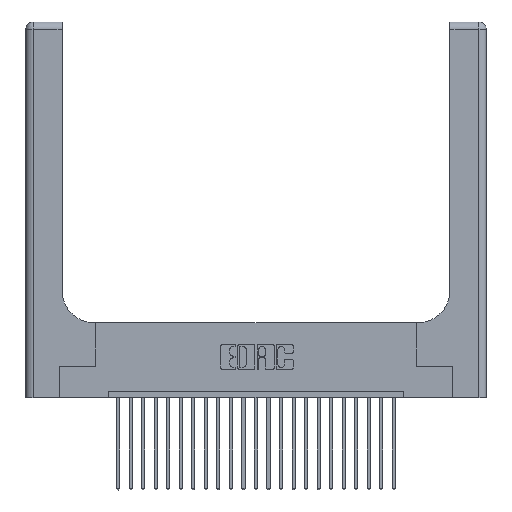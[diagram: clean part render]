
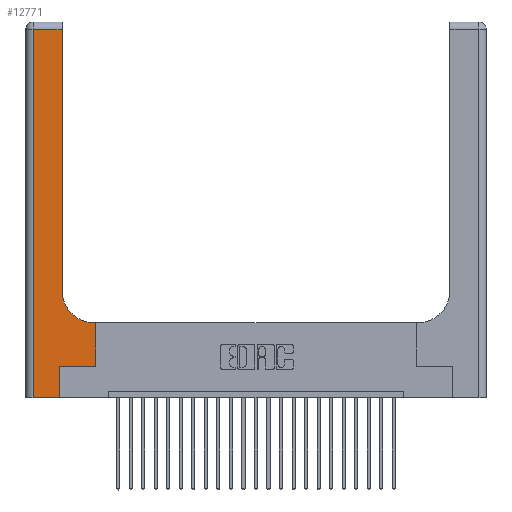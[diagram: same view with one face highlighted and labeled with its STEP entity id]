
A CAD part, top view. The second image highlights one B-rep face of the part: STEP entity #12771.
In plain terms, the highlighted planar face has unit normal (0, 0, 1).
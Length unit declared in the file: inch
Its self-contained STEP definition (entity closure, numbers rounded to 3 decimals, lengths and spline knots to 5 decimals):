
#751 = CARTESIAN_POINT ( 'NONE',  ( 0.5585, 0.25, 0.37 ) ) ;
#1350 = CARTESIAN_POINT ( 'NONE',  ( 0.5585, 0.6, 0.37 ) ) ;
#1605 = DIRECTION ( 'NONE',  ( 0., 1., 0. ) ) ;
#2497 = ORIENTED_EDGE ( 'NONE', *, *, #24982, .T. ) ;
#2502 = PLANE ( 'NONE',  #11322 ) ;
#2745 = CARTESIAN_POINT ( 'NONE',  ( 0., 3., 0.37 ) ) ;
#2809 = LINE ( 'NONE', #3697, #7112 ) ;
#2871 = ORIENTED_EDGE ( 'NONE', *, *, #7760, .T. ) ;
#3314 = LINE ( 'NONE', #17355, #4819 ) ;
#3697 = CARTESIAN_POINT ( 'NONE',  ( 0.269, 0., 0.37 ) ) ;
#3764 = LINE ( 'NONE', #19840, #7784 ) ;
#3891 = ORIENTED_EDGE ( 'NONE', *, *, #23913, .T. ) ;
#4085 = CARTESIAN_POINT ( 'NONE',  ( 0.2915, 0.85, 0.37 ) ) ;
#4305 = VERTEX_POINT ( 'NONE', #18033 ) ;
#4819 = VECTOR ( 'NONE', #1605, 39.37008 ) ;
#4914 = EDGE_CURVE ( 'NONE', #6096, #7875, #19370, .T. ) ;
#5087 = VECTOR ( 'NONE', #9384, 39.37008 ) ;
#5955 = VERTEX_POINT ( 'NONE', #9924 ) ;
#6096 = VERTEX_POINT ( 'NONE', #6371 ) ;
#6371 = CARTESIAN_POINT ( 'NONE',  ( 0.5415, 0.6, 0.37 ) ) ;
#6826 = ORIENTED_EDGE ( 'NONE', *, *, #8922, .T. ) ;
#6968 = CARTESIAN_POINT ( 'NONE',  ( 0., 2.94, 0.37 ) ) ;
#7028 = ORIENTED_EDGE ( 'NONE', *, *, #21384, .T. ) ;
#7112 = VECTOR ( 'NONE', #23164, 39.37008 ) ;
#7284 = FACE_OUTER_BOUND ( 'NONE', #21396, .T. ) ;
#7760 = EDGE_CURVE ( 'NONE', #21337, #9419, #21080, .T. ) ;
#7784 = VECTOR ( 'NONE', #19494, 39.37008 ) ;
#7875 = VERTEX_POINT ( 'NONE', #4085 ) ;
#8041 = VERTEX_POINT ( 'NONE', #14018 ) ;
#8485 = DIRECTION ( 'NONE',  ( 0., 0., -1. ) ) ;
#8658 = CARTESIAN_POINT ( 'NONE',  ( 0.06, 3., 0.37 ) ) ;
#8717 = CARTESIAN_POINT ( 'NONE',  ( 0.5415, 0.85, 0.37 ) ) ;
#8798 = DIRECTION ( 'NONE',  ( 0., 0., -1. ) ) ;
#8922 = EDGE_CURVE ( 'NONE', #9419, #4305, #2809, .T. ) ;
#8987 = ORIENTED_EDGE ( 'NONE', *, *, #17315, .T. ) ;
#9227 = CARTESIAN_POINT ( 'NONE',  ( 0.269, 0.25, 0.37 ) ) ;
#9374 = LINE ( 'NONE', #22867, #15071 ) ;
#9384 = DIRECTION ( 'NONE',  ( 1., 0., 0. ) ) ;
#9419 = VERTEX_POINT ( 'NONE', #24291 ) ;
#9924 = CARTESIAN_POINT ( 'NONE',  ( 0.2915, 2.94, 0.37 ) ) ;
#10389 = VECTOR ( 'NONE', #14263, 39.37008 ) ;
#10929 = DIRECTION ( 'NONE',  ( 1., 0., 0. ) ) ;
#11303 = AXIS2_PLACEMENT_3D ( 'NONE', #8717, #8798, #22239 ) ;
#11322 = AXIS2_PLACEMENT_3D ( 'NONE', #2745, #8485, #23832 ) ;
#12537 = EDGE_CURVE ( 'NONE', #7875, #5955, #9374, .T. ) ;
#12771 = ADVANCED_FACE ( 'NONE', ( #7284 ), #2502, .F. ) ;
#13020 = EDGE_CURVE ( 'NONE', #4305, #23912, #15981, .T. ) ;
#13144 = ORIENTED_EDGE ( 'NONE', *, *, #4914, .T. ) ;
#14018 = CARTESIAN_POINT ( 'NONE',  ( 0.06, 2.94, 0.37 ) ) ;
#14263 = DIRECTION ( 'NONE',  ( 0., -1., 0. ) ) ;
#15071 = VECTOR ( 'NONE', #18661, 39.37008 ) ;
#15871 = VECTOR ( 'NONE', #10929, 39.37008 ) ;
#15981 = LINE ( 'NONE', #9227, #5087 ) ;
#17315 = EDGE_CURVE ( 'NONE', #5955, #8041, #23459, .T. ) ;
#17355 = CARTESIAN_POINT ( 'NONE',  ( 0.5585, 0.25, 0.37 ) ) ;
#18033 = CARTESIAN_POINT ( 'NONE',  ( 0.269, 0.25, 0.37 ) ) ;
#18214 = DIRECTION ( 'NONE',  ( -1., 0., 0. ) ) ;
#18506 = VERTEX_POINT ( 'NONE', #1350 ) ;
#18637 = CARTESIAN_POINT ( 'NONE',  ( 0., 0., 0.37 ) ) ;
#18661 = DIRECTION ( 'NONE',  ( 0., 1., 0. ) ) ;
#19255 = VECTOR ( 'NONE', #18214, 39.37008 ) ;
#19370 = CIRCLE ( 'NONE', #11303, 0.25 ) ;
#19412 = ORIENTED_EDGE ( 'NONE', *, *, #12537, .T. ) ;
#19494 = DIRECTION ( 'NONE',  ( -1., 0., 0. ) ) ;
#19840 = CARTESIAN_POINT ( 'NONE',  ( 0.2915, 0.6, 0.37 ) ) ;
#20393 = LINE ( 'NONE', #8658, #10389 ) ;
#21080 = LINE ( 'NONE', #18637, #15871 ) ;
#21328 = ORIENTED_EDGE ( 'NONE', *, *, #13020, .T. ) ;
#21337 = VERTEX_POINT ( 'NONE', #23018 ) ;
#21384 = EDGE_CURVE ( 'NONE', #23912, #18506, #3314, .T. ) ;
#21396 = EDGE_LOOP ( 'NONE', ( #19412, #8987, #3891, #2871, #6826, #21328, #7028, #2497, #13144 ) ) ;
#22239 = DIRECTION ( 'NONE',  ( 1., 0., 0. ) ) ;
#22867 = CARTESIAN_POINT ( 'NONE',  ( 0.2915, 3., 0.37 ) ) ;
#23018 = CARTESIAN_POINT ( 'NONE',  ( 0.06, 0., 0.37 ) ) ;
#23164 = DIRECTION ( 'NONE',  ( 0., 1., 0. ) ) ;
#23459 = LINE ( 'NONE', #6968, #19255 ) ;
#23832 = DIRECTION ( 'NONE',  ( -1., 0., 0. ) ) ;
#23912 = VERTEX_POINT ( 'NONE', #751 ) ;
#23913 = EDGE_CURVE ( 'NONE', #8041, #21337, #20393, .T. ) ;
#24291 = CARTESIAN_POINT ( 'NONE',  ( 0.269, 0., 0.37 ) ) ;
#24982 = EDGE_CURVE ( 'NONE', #18506, #6096, #3764, .T. ) ;
